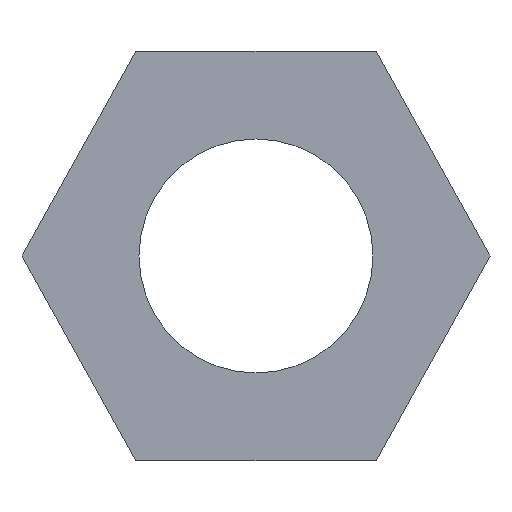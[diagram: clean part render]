
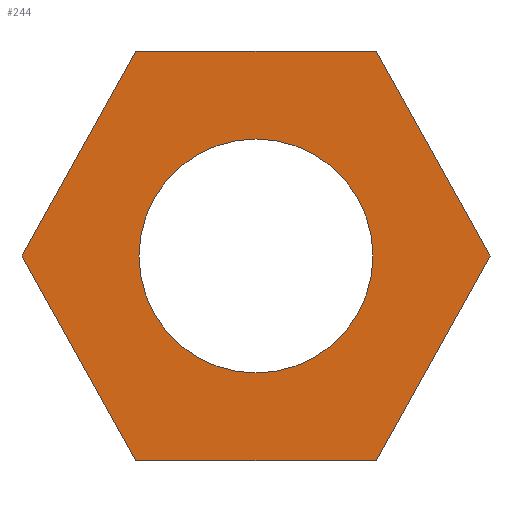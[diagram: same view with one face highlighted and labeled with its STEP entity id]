
A CAD part, front view. The second image highlights one B-rep face of the part: STEP entity #244.
In plain terms, the highlighted planar face has unit normal (0, -1, 0).
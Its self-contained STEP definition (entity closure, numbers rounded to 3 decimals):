
#1=CARTESIAN_POINT('POINT1',(-0.129,0.,0.219)
   );
#2=VERTEX_POINT('VERTEX1',#1);
#3=CARTESIAN_POINT('POINT2',(-0.25,0.,0.));
#4=VERTEX_POINT('VERTEX2',#3);
#5=CARTESIAN_POINT('POS1',(-0.25,0.,0.));
#6=DIRECTION('DIR1',(-0.486,0.,-0.874));
#7=VECTOR('VEC1',#6,1.);
#8=LINE('STRAIGHT1',#5,#7);
#9=EDGE_CURVE('EDGE1',#2,#4,#8,.T.);
#41=CARTESIAN_POINT('POINT5',(0.129,0.,0.219)
   );
#42=VERTEX_POINT('VERTEX5',#41);
#43=CARTESIAN_POINT('POS6',(-0.129,0.,0.219))
   ;
#44=DIRECTION('DIR7',(-1.,0.,0.));
#45=VECTOR('VEC5',#44,1.);
#46=LINE('STRAIGHT5',#43,#45);
#47=EDGE_CURVE('EDGE5',#42,#2,#46,.T.);
#72=CARTESIAN_POINT('POINT7',(0.25,0.,0.));
#73=VERTEX_POINT('VERTEX7',#72);
#74=CARTESIAN_POINT('POS10',(0.129,0.,0.219))
   ;
#75=DIRECTION('DIR12',(-0.486,0.,0.874));
#76=VECTOR('VEC8',#75,1.);
#77=LINE('STRAIGHT8',#74,#76);
#78=EDGE_CURVE('EDGE8',#73,#42,#77,.T.);
#103=CARTESIAN_POINT('POINT9',(0.129,0.,
   -0.219));
#104=VERTEX_POINT('VERTEX9',#103);
#105=CARTESIAN_POINT('POS14',(0.25,0.,0.));
#106=DIRECTION('DIR17',(0.486,0.,0.874));
#107=VECTOR('VEC11',#106,1.);
#108=LINE('STRAIGHT11',#105,#107);
#109=EDGE_CURVE('EDGE11',#104,#73,#108,.T.);
#134=CARTESIAN_POINT('POINT11',(-0.129,0.,
   -0.219));
#135=VERTEX_POINT('VERTEX11',#134);
#136=CARTESIAN_POINT('POS18',(0.129,0.,-0.219
   ));
#137=DIRECTION('DIR22',(1.,0.,0.));
#138=VECTOR('VEC14',#137,1.);
#139=LINE('STRAIGHT14',#136,#138);
#140=EDGE_CURVE('EDGE14',#135,#104,#139,.T.);
#165=CARTESIAN_POINT('POS22',(-0.129,0.,
   -0.219));
#166=DIRECTION('DIR27',(0.486,0.,-0.874));
#167=VECTOR('VEC17',#166,1.);
#168=LINE('STRAIGHT17',#165,#167);
#169=EDGE_CURVE('EDGE17',#4,#135,#168,.T.);
#216=ORIENTED_EDGE('COEDGE33',*,*,#169,.T.);
#217=ORIENTED_EDGE('COEDGE34',*,*,#140,.T.);
#218=ORIENTED_EDGE('COEDGE35',*,*,#109,.T.);
#219=ORIENTED_EDGE('COEDGE36',*,*,#78,.T.);
#220=ORIENTED_EDGE('COEDGE37',*,*,#47,.T.);
#221=ORIENTED_EDGE('COEDGE38',*,*,#9,.T.);
#222=EDGE_LOOP('NONE',(#216,#217,#218,#219,#220,#221));
#223=FACE_BOUND('LOOP1',#222,.T.);
#224=CARTESIAN_POINT('POINT15',(0.125,0.,0.));
#225=VERTEX_POINT('VERTEX15',#224);
#226=CARTESIAN_POINT('POINT16',(-0.125,0.,
   0.));
#227=VERTEX_POINT('VERTEX16',#226);
#228=CARTESIAN_POINT('POS27',(0.,0.,0.));
#229=DIRECTION('DIR35',(0.,1.,0.));
#230=DIRECTION('DIR36',(-1.,0.,0.));
#231=AXIS2_PLACEMENT_3D('AXIS9',#228,#229,#230);
#232=CIRCLE('ELLIPSE2',#231,0.125);
#233=EDGE_CURVE('EDGE21',#225,#227,#232,.T.);
#234=ORIENTED_EDGE('COEDGE39',*,*,#233,.T.);
#235=EDGE_CURVE('EDGE22',#227,#225,#232,.T.);
#236=ORIENTED_EDGE('COEDGE40',*,*,#235,.T.);
#237=EDGE_LOOP('NONE',(#234,#236));
#238=FACE_BOUND('LOOP1',#237,.T.);
#239=CARTESIAN_POINT('POS28',(0.,0.,0.));
#240=DIRECTION('DIR37',(0.,1.,0.));
#241=DIRECTION('DIR38',(1.,0.,0.));
#242=AXIS2_PLACEMENT_3D('AXIS10',#239,#240,#241);
#243=PLANE('PLANE8',#242);
#244=ADVANCED_FACE('FACE8',(#223,#238),#243,.F.);
